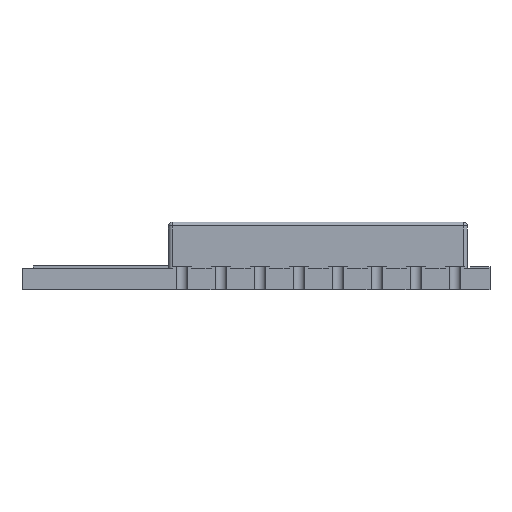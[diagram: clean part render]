
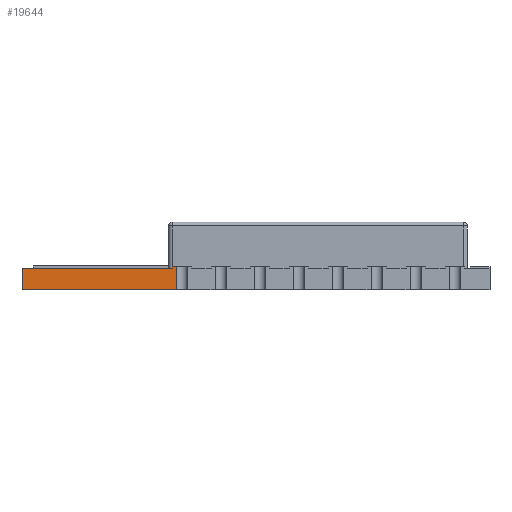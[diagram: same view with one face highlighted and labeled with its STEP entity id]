
A CAD part, left-side view. The second image highlights one B-rep face of the part: STEP entity #19644.
In plain terms, the highlighted planar face has unit normal (-1, 0, 0).
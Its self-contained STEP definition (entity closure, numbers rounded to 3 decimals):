
#183 = PLANE('',#184);
#184 = AXIS2_PLACEMENT_3D('',#185,#186,#187);
#185 = CARTESIAN_POINT('',(7.,-4.24,
    0.));
#186 = DIRECTION('',(0.,0.,-1.));
#187 = DIRECTION('',(0.,1.,0.));
#5386 = VERTEX_POINT('',#5387);
#5387 = CARTESIAN_POINT('',(-1.,0.3,1.2));
#5395 = CYLINDRICAL_SURFACE('',#5396,0.3);
#5396 = AXIS2_PLACEMENT_3D('',#5397,#5398,#5399);
#5397 = CARTESIAN_POINT('',(-1.,0.,1.2));
#5398 = DIRECTION('',(0.,0.,1.));
#5399 = DIRECTION('',(0.,-1.,0.));
#5429 = PLANE('',#5430);
#5430 = AXIS2_PLACEMENT_3D('',#5431,#5432,#5433);
#5431 = CARTESIAN_POINT('',(0.5,0.,1.2));
#5432 = DIRECTION('',(0.,0.,-1.));
#5433 = DIRECTION('',(0.,-1.,0.));
#5491 = VERTEX_POINT('',#5492);
#5492 = CARTESIAN_POINT('',(-1.,0.3,
    0.));
#5536 = EDGE_CURVE('',#5386,#5491,#5537,.T.);
#5537 = SURFACE_CURVE('',#5538,(#5542,#5571),.PCURVE_S1.);
#5538 = LINE('',#5539,#5540);
#5539 = CARTESIAN_POINT('',(-1.,0.3,1.2));
#5540 = VECTOR('',#5541,1.);
#5541 = DIRECTION('',(0.,0.,-1.));
#5542 = PCURVE('',#5395,#5543);
#5543 = DEFINITIONAL_REPRESENTATION('',(#5544),#5570);
#5544 = B_SPLINE_CURVE_WITH_KNOTS('',3,(#5545,#5546,#5547,#5548,#5549,
    #5550,#5551,#5552,#5553,#5554,#5555,#5556,#5557,#5558,#5559,#5560,
    #5561,#5562,#5563,#5564,#5565,#5566,#5567,#5568,#5569),
  .UNSPECIFIED.,.F.,.F.,(4,1,1,1,1,1,1,1,1,1,1,1,1,1,1,1,1,1,1,1,1,1,4),
  (0.,0.055,0.109,0.164,0.218,
    0.273,0.327,0.382,0.436,
    0.491,0.545,0.6,0.655,0.709,
    0.764,0.818,0.873,0.927,
    0.982,1.036,1.091,1.145,1.2),
  .UNSPECIFIED.);
#5545 = CARTESIAN_POINT('',(3.142,0.));
#5546 = CARTESIAN_POINT('',(3.142,-0.018));
#5547 = CARTESIAN_POINT('',(3.142,-0.055));
#5548 = CARTESIAN_POINT('',(3.142,-0.109));
#5549 = CARTESIAN_POINT('',(3.142,-0.164));
#5550 = CARTESIAN_POINT('',(3.142,-0.218));
#5551 = CARTESIAN_POINT('',(3.142,-0.273));
#5552 = CARTESIAN_POINT('',(3.142,-0.327));
#5553 = CARTESIAN_POINT('',(3.142,-0.382));
#5554 = CARTESIAN_POINT('',(3.142,-0.436));
#5555 = CARTESIAN_POINT('',(3.142,-0.491));
#5556 = CARTESIAN_POINT('',(3.142,-0.545));
#5557 = CARTESIAN_POINT('',(3.142,-0.6));
#5558 = CARTESIAN_POINT('',(3.142,-0.655));
#5559 = CARTESIAN_POINT('',(3.142,-0.709));
#5560 = CARTESIAN_POINT('',(3.142,-0.764));
#5561 = CARTESIAN_POINT('',(3.142,-0.818));
#5562 = CARTESIAN_POINT('',(3.142,-0.873));
#5563 = CARTESIAN_POINT('',(3.142,-0.927));
#5564 = CARTESIAN_POINT('',(3.142,-0.982));
#5565 = CARTESIAN_POINT('',(3.142,-1.036));
#5566 = CARTESIAN_POINT('',(3.142,-1.091));
#5567 = CARTESIAN_POINT('',(3.142,-1.145));
#5568 = CARTESIAN_POINT('',(3.142,-1.182));
#5569 = CARTESIAN_POINT('',(3.142,-1.2));
#5570 = ( GEOMETRIC_REPRESENTATION_CONTEXT(2) 
PARAMETRIC_REPRESENTATION_CONTEXT() REPRESENTATION_CONTEXT('2D SPACE',''
  ) );
#5571 = PCURVE('',#5572,#5577);
#5572 = PLANE('',#5573);
#5573 = AXIS2_PLACEMENT_3D('',#5574,#5575,#5576);
#5574 = CARTESIAN_POINT('',(-1.,8.2,
    0.));
#5575 = DIRECTION('',(1.,0.,0.));
#5576 = DIRECTION('',(0.,0.,1.));
#5577 = DEFINITIONAL_REPRESENTATION('',(#5578),#5582);
#5578 = LINE('',#5579,#5580);
#5579 = CARTESIAN_POINT('',(1.2,7.9));
#5580 = VECTOR('',#5581,1.);
#5581 = DIRECTION('',(-1.,0.));
#5582 = ( GEOMETRIC_REPRESENTATION_CONTEXT(2) 
PARAMETRIC_REPRESENTATION_CONTEXT() REPRESENTATION_CONTEXT('2D SPACE',''
  ) );
#5775 = VERTEX_POINT('',#5776);
#5776 = CARTESIAN_POINT('',(-1.,0.5,1.2));
#5790 = PLANE('',#5791);
#5791 = AXIS2_PLACEMENT_3D('',#5792,#5793,#5794);
#5792 = CARTESIAN_POINT('',(0.5,0.5,0.6));
#5793 = DIRECTION('',(0.,-1.,0.));
#5794 = DIRECTION('',(0.,0.,1.));
#5802 = EDGE_CURVE('',#5386,#5775,#5803,.T.);
#5803 = SURFACE_CURVE('',#5804,(#5808,#5815),.PCURVE_S1.);
#5804 = LINE('',#5805,#5806);
#5805 = CARTESIAN_POINT('',(-1.,0.5,1.2));
#5806 = VECTOR('',#5807,1.);
#5807 = DIRECTION('',(0.,1.,0.));
#5808 = PCURVE('',#5429,#5809);
#5809 = DEFINITIONAL_REPRESENTATION('',(#5810),#5814);
#5810 = LINE('',#5811,#5812);
#5811 = CARTESIAN_POINT('',(-0.5,1.5));
#5812 = VECTOR('',#5813,1.);
#5813 = DIRECTION('',(-1.,0.));
#5814 = ( GEOMETRIC_REPRESENTATION_CONTEXT(2) 
PARAMETRIC_REPRESENTATION_CONTEXT() REPRESENTATION_CONTEXT('2D SPACE',''
  ) );
#5815 = PCURVE('',#5572,#5816);
#5816 = DEFINITIONAL_REPRESENTATION('',(#5817),#5821);
#5817 = LINE('',#5818,#5819);
#5818 = CARTESIAN_POINT('',(1.2,7.7));
#5819 = VECTOR('',#5820,1.);
#5820 = DIRECTION('',(0.,-1.));
#5821 = ( GEOMETRIC_REPRESENTATION_CONTEXT(2) 
PARAMETRIC_REPRESENTATION_CONTEXT() REPRESENTATION_CONTEXT('2D SPACE',''
  ) );
#7207 = PLANE('',#7208);
#7208 = AXIS2_PLACEMENT_3D('',#7209,#7210,#7211);
#7209 = CARTESIAN_POINT('',(7.,-3.8,1.1));
#7210 = DIRECTION('',(0.,0.,1.));
#7211 = DIRECTION('',(0.,-1.,0.));
#7436 = VERTEX_POINT('',#7437);
#7437 = CARTESIAN_POINT('',(-1.,8.2,1.1));
#7451 = PLANE('',#7452);
#7452 = AXIS2_PLACEMENT_3D('',#7453,#7454,#7455);
#7453 = CARTESIAN_POINT('',(7.,8.2,
    0.));
#7454 = DIRECTION('',(0.,1.,0.));
#7455 = DIRECTION('',(-1.,0.,0.));
#7463 = EDGE_CURVE('',#7464,#7436,#7466,.T.);
#7464 = VERTEX_POINT('',#7465);
#7465 = CARTESIAN_POINT('',(-1.,0.5,1.1));
#7466 = SURFACE_CURVE('',#7467,(#7471,#7478),.PCURVE_S1.);
#7467 = LINE('',#7468,#7469);
#7468 = CARTESIAN_POINT('',(-1.,8.2,1.1));
#7469 = VECTOR('',#7470,1.);
#7470 = DIRECTION('',(0.,1.,-0.));
#7471 = PCURVE('',#7207,#7472);
#7472 = DEFINITIONAL_REPRESENTATION('',(#7473),#7477);
#7473 = LINE('',#7474,#7475);
#7474 = CARTESIAN_POINT('',(-12.,-8.));
#7475 = VECTOR('',#7476,1.);
#7476 = DIRECTION('',(-1.,0.));
#7477 = ( GEOMETRIC_REPRESENTATION_CONTEXT(2) 
PARAMETRIC_REPRESENTATION_CONTEXT() REPRESENTATION_CONTEXT('2D SPACE',''
  ) );
#7478 = PCURVE('',#5572,#7479);
#7479 = DEFINITIONAL_REPRESENTATION('',(#7480),#7484);
#7480 = LINE('',#7481,#7482);
#7481 = CARTESIAN_POINT('',(1.1,0.));
#7482 = VECTOR('',#7483,1.);
#7483 = DIRECTION('',(0.,-1.));
#7484 = ( GEOMETRIC_REPRESENTATION_CONTEXT(2) 
PARAMETRIC_REPRESENTATION_CONTEXT() REPRESENTATION_CONTEXT('2D SPACE',''
  ) );
#10996 = VERTEX_POINT('',#10997);
#10997 = CARTESIAN_POINT('',(-1.,8.2,
    0.));
#11018 = EDGE_CURVE('',#10996,#7436,#11019,.T.);
#11019 = SURFACE_CURVE('',#11020,(#11024,#11031),.PCURVE_S1.);
#11020 = LINE('',#11021,#11022);
#11021 = CARTESIAN_POINT('',(-1.,8.2,
    0.));
#11022 = VECTOR('',#11023,1.);
#11023 = DIRECTION('',(0.,0.,1.));
#11024 = PCURVE('',#7451,#11025);
#11025 = DEFINITIONAL_REPRESENTATION('',(#11026),#11030);
#11026 = LINE('',#11027,#11028);
#11027 = CARTESIAN_POINT('',(8.,0.));
#11028 = VECTOR('',#11029,1.);
#11029 = DIRECTION('',(0.,1.));
#11030 = ( GEOMETRIC_REPRESENTATION_CONTEXT(2) 
PARAMETRIC_REPRESENTATION_CONTEXT() REPRESENTATION_CONTEXT('2D SPACE',''
  ) );
#11031 = PCURVE('',#5572,#11032);
#11032 = DEFINITIONAL_REPRESENTATION('',(#11033),#11037);
#11033 = LINE('',#11034,#11035);
#11034 = CARTESIAN_POINT('',(0.,0.));
#11035 = VECTOR('',#11036,1.);
#11036 = DIRECTION('',(1.,0.));
#11037 = ( GEOMETRIC_REPRESENTATION_CONTEXT(2) 
PARAMETRIC_REPRESENTATION_CONTEXT() REPRESENTATION_CONTEXT('2D SPACE',''
  ) );
#11191 = EDGE_CURVE('',#5775,#7464,#11192,.T.);
#11192 = SURFACE_CURVE('',#11193,(#11197,#11204),.PCURVE_S1.);
#11193 = LINE('',#11194,#11195);
#11194 = CARTESIAN_POINT('',(-1.,0.5,
    0.));
#11195 = VECTOR('',#11196,1.);
#11196 = DIRECTION('',(0.,0.,-1.));
#11197 = PCURVE('',#5790,#11198);
#11198 = DEFINITIONAL_REPRESENTATION('',(#11199),#11203);
#11199 = LINE('',#11200,#11201);
#11200 = CARTESIAN_POINT('',(-0.6,1.5));
#11201 = VECTOR('',#11202,1.);
#11202 = DIRECTION('',(-1.,0.));
#11203 = ( GEOMETRIC_REPRESENTATION_CONTEXT(2) 
PARAMETRIC_REPRESENTATION_CONTEXT() REPRESENTATION_CONTEXT('2D SPACE',''
  ) );
#11204 = PCURVE('',#5572,#11205);
#11205 = DEFINITIONAL_REPRESENTATION('',(#11206),#11210);
#11206 = LINE('',#11207,#11208);
#11207 = CARTESIAN_POINT('',(0.,7.7));
#11208 = VECTOR('',#11209,1.);
#11209 = DIRECTION('',(-1.,0.));
#11210 = ( GEOMETRIC_REPRESENTATION_CONTEXT(2) 
PARAMETRIC_REPRESENTATION_CONTEXT() REPRESENTATION_CONTEXT('2D SPACE',''
  ) );
#17897 = EDGE_CURVE('',#10996,#5491,#17898,.T.);
#17898 = SURFACE_CURVE('',#17899,(#17903,#17910),.PCURVE_S1.);
#17899 = LINE('',#17900,#17901);
#17900 = CARTESIAN_POINT('',(-1.,-0.5,
    0.));
#17901 = VECTOR('',#17902,1.);
#17902 = DIRECTION('',(0.,-1.,0.));
#17903 = PCURVE('',#183,#17904);
#17904 = DEFINITIONAL_REPRESENTATION('',(#17905),#17909);
#17905 = LINE('',#17906,#17907);
#17906 = CARTESIAN_POINT('',(3.74,-8.));
#17907 = VECTOR('',#17908,1.);
#17908 = DIRECTION('',(-1.,0.));
#17909 = ( GEOMETRIC_REPRESENTATION_CONTEXT(2) 
PARAMETRIC_REPRESENTATION_CONTEXT() REPRESENTATION_CONTEXT('2D SPACE',''
  ) );
#17910 = PCURVE('',#5572,#17911);
#17911 = DEFINITIONAL_REPRESENTATION('',(#17912),#17916);
#17912 = LINE('',#17913,#17914);
#17913 = CARTESIAN_POINT('',(0.,8.7));
#17914 = VECTOR('',#17915,1.);
#17915 = DIRECTION('',(0.,1.));
#17916 = ( GEOMETRIC_REPRESENTATION_CONTEXT(2) 
PARAMETRIC_REPRESENTATION_CONTEXT() REPRESENTATION_CONTEXT('2D SPACE',''
  ) );
#19644 = ADVANCED_FACE('',(#19645),#5572,.F.);
#19645 = FACE_BOUND('',#19646,.T.);
#19646 = EDGE_LOOP('',(#19647,#19648,#19649,#19650,#19651,#19652));
#19647 = ORIENTED_EDGE('',*,*,#17897,.T.);
#19648 = ORIENTED_EDGE('',*,*,#5536,.F.);
#19649 = ORIENTED_EDGE('',*,*,#5802,.T.);
#19650 = ORIENTED_EDGE('',*,*,#11191,.T.);
#19651 = ORIENTED_EDGE('',*,*,#7463,.T.);
#19652 = ORIENTED_EDGE('',*,*,#11018,.F.);
